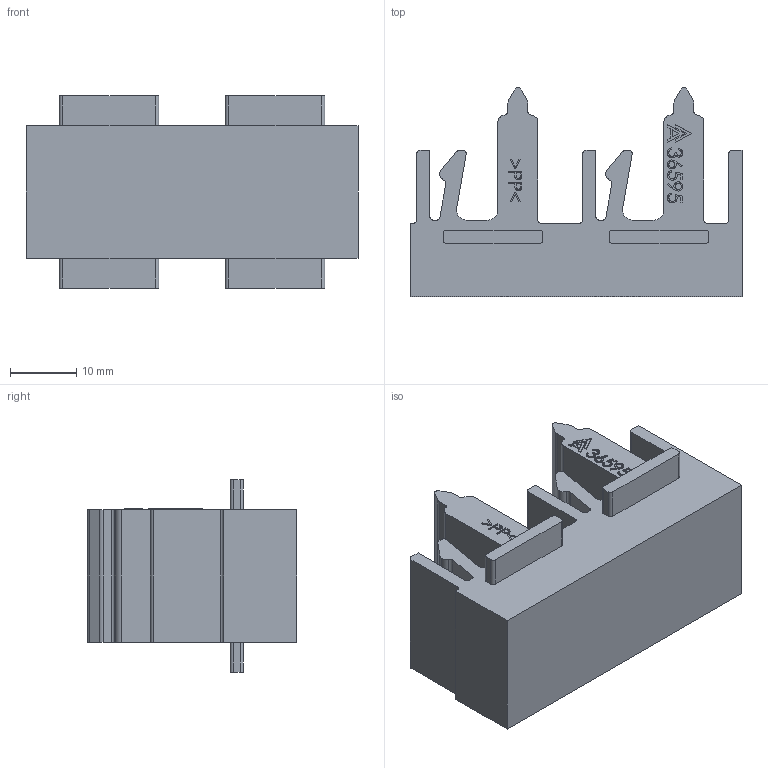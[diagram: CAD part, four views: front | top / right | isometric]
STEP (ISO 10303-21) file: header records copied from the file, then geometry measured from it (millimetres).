
FILE_DESCRIPTION (( 'STEP AP214' ), '1' );
FILE_NAME ('6288100.stp', '2017-11-13T10:36:27', ( '' ), ( '' ), 'SwSTEP 2.0', 'SolidWorks 2016', '' );
FILE_SCHEMA (( 'AUTOMOTIVE_DESIGN' ));
Length unit declared in the file: millimetre
Products named in the file (1): 6288100
Bounding box: 50 x 31.5 x 29 mm (x, y, z)
Volume: 18445.6 mm3; surface area: 8366.6 mm2
Topology: 1 solids, 1 shells, 265 faces, 729 edges, 486 vertices
Faces by surface type: plane 147, bspline 60, cylinder 58
Entity records: 13167 total; most frequent: CARTESIAN_POINT 5157, ORIENTED_EDGE 1458, DIRECTION 1137, EDGE_CURVE 729, LINE 493, VECTOR 493, VERTEX_POINT 486, AXIS2_PLACEMENT_3D 322
